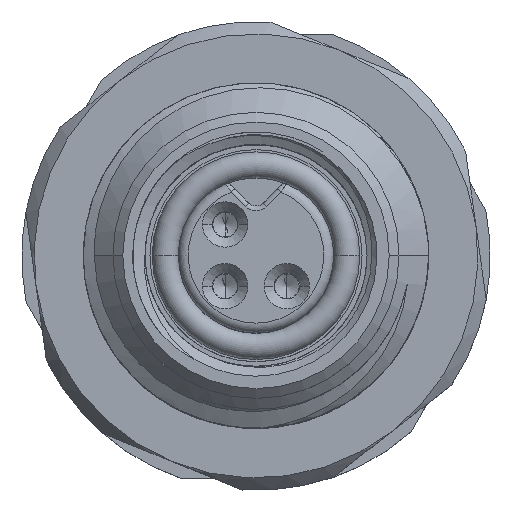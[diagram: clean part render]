
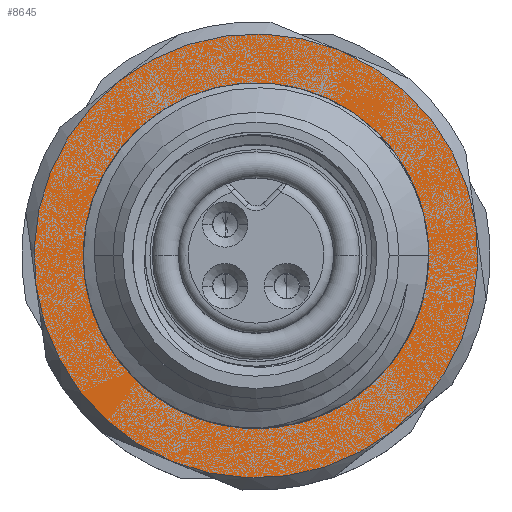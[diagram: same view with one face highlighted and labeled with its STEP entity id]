
A CAD part, top view. The second image highlights one B-rep face of the part: STEP entity #8645.
In plain terms, the highlighted planar face has unit normal (0, 0, 1).
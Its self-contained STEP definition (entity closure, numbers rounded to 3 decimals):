
#8124=CARTESIAN_POINT('',(0.,0.,-2.3));
#8125=DIRECTION('',(0.,0.,1.));
#8126=DIRECTION('',(-0.706,-0.709,0.));
#8127=AXIS2_PLACEMENT_3D('',#8124,#8125,#8126);
#8129=CARTESIAN_POINT('',(0.,0.,-2.3));
#8130=DIRECTION('',(0.,0.,1.));
#8131=DIRECTION('',(-0.376,-0.927,0.));
#8132=AXIS2_PLACEMENT_3D('',#8129,#8130,#8131);
#8134=CARTESIAN_POINT('',(0.038,-3.094,-2.3));
#8135=CARTESIAN_POINT('',(0.187,-3.102,-2.3));
#8136=CARTESIAN_POINT('',(0.483,-3.096,-2.3));
#8137=CARTESIAN_POINT('',(0.927,-3.025,-2.3));
#8138=CARTESIAN_POINT('',(1.357,-2.89,-2.3));
#8139=CARTESIAN_POINT('',(1.766,-2.695,-2.3));
#8140=CARTESIAN_POINT('',(2.147,-2.442,-2.3));
#8141=CARTESIAN_POINT('',(2.491,-2.134,-2.3));
#8142=CARTESIAN_POINT('',(2.79,-1.78,-2.3));
#8143=CARTESIAN_POINT('',(3.037,-1.385,-2.3));
#8144=CARTESIAN_POINT('',(3.228,-0.958,-2.3));
#8145=CARTESIAN_POINT('',(3.358,-0.507,-2.3));
#8146=CARTESIAN_POINT('',(3.425,-0.034,-2.3));
#8147=CARTESIAN_POINT('',(3.425,0.443,-2.3));
#8148=CARTESIAN_POINT('',(3.358,0.919,-2.3));
#8149=CARTESIAN_POINT('',(3.272,1.227,-2.3));
#8150=CARTESIAN_POINT('',(3.217,1.379,-2.3));
#8152=CARTESIAN_POINT('',(0.,0.,-2.3));
#8153=DIRECTION('',(0.,0.,1.));
#8154=DIRECTION('',(0.919,0.394,0.));
#8155=AXIS2_PLACEMENT_3D('',#8152,#8153,#8154);
#8157=CARTESIAN_POINT('',(0.,0.,-2.3));
#8158=DIRECTION('',(0.,0.,1.));
#8159=DIRECTION('',(0.376,0.927,0.));
#8160=AXIS2_PLACEMENT_3D('',#8157,#8158,#8159);
#8162=CARTESIAN_POINT('',(-1.346,3.231,-2.3));
#8163=CARTESIAN_POINT('',(-1.491,3.16,-2.3));
#8164=CARTESIAN_POINT('',(-1.767,3.,-2.3));
#8165=CARTESIAN_POINT('',(-2.147,2.705,-2.3));
#8166=CARTESIAN_POINT('',(-2.48,2.362,-2.3));
#8167=CARTESIAN_POINT('',(-2.762,1.976,-2.3));
#8168=CARTESIAN_POINT('',(-2.984,1.56,-2.3));
#8169=CARTESIAN_POINT('',(-3.145,1.12,-2.3));
#8170=CARTESIAN_POINT('',(-3.242,0.664,-2.3));
#8171=CARTESIAN_POINT('',(-3.274,0.202,-2.3));
#8172=CARTESIAN_POINT('',(-3.241,-0.258,-2.3));
#8173=CARTESIAN_POINT('',(-3.144,-0.704,-2.3));
#8174=CARTESIAN_POINT('',(-2.986,-1.129,-2.3));
#8175=CARTESIAN_POINT('',(-2.772,-1.525,-2.3));
#8176=CARTESIAN_POINT('',(-2.503,-1.885,-2.3));
#8177=CARTESIAN_POINT('',(-2.295,-2.095,-2.3));
#8178=CARTESIAN_POINT('',(-2.183,-2.193,-2.3));
#8180=CARTESIAN_POINT('',(0.,0.,-2.3));
#8181=DIRECTION('',(0.,0.,-1.));
#8182=DIRECTION('',(0.614,-0.789,0.));
#8183=AXIS2_PLACEMENT_3D('',#8180,#8181,#8182);
#8185=CARTESIAN_POINT('',(0.,0.,-2.3));
#8186=DIRECTION('',(0.,0.,-1.));
#8187=DIRECTION('',(-0.376,-0.927,0.));
#8188=AXIS2_PLACEMENT_3D('',#8185,#8186,#8187);
#8190=CARTESIAN_POINT('',(0.,0.,-2.3));
#8191=DIRECTION('',(0.,0.,-1.));
#8192=DIRECTION('',(-0.614,0.789,0.));
#8193=AXIS2_PLACEMENT_3D('',#8190,#8191,#8192);
#8195=CARTESIAN_POINT('',(0.,0.,-2.3));
#8196=DIRECTION('',(0.,0.,-1.));
#8197=DIRECTION('',(0.376,0.927,0.));
#8198=AXIS2_PLACEMENT_3D('',#8195,#8196,#8197);
#8205=CARTESIAN_POINT('',(0.,0.,-2.3));
#8206=DIRECTION('',(0.,0.,1.));
#8207=DIRECTION('',(0.614,-0.789,0.));
#8208=AXIS2_PLACEMENT_3D('',#8205,#8206,#8207);
#8509=CARTESIAN_POINT('',(0.,0.,-2.3));
#8510=DIRECTION('',(0.,0.,1.));
#8511=DIRECTION('',(-0.614,0.789,0.));
#8512=AXIS2_PLACEMENT_3D('',#8509,#8510,#8511);
#8540=VERTEX_POINT('',#8178);
#8541=VERTEX_POINT('',#8162);
#8542=VERTEX_POINT('',#8150);
#8543=VERTEX_POINT('',#8134);
#8544=CARTESIAN_POINT('',(-1.163,-2.867,-2.3));
#8545=VERTEX_POINT('',#8544);
#8546=CARTESIAN_POINT('',(1.316,3.243,-2.3));
#8547=VERTEX_POINT('',#8546);
#8548=CARTESIAN_POINT('',(2.765,-3.55,-2.3));
#8549=CARTESIAN_POINT('',(-1.692,-4.17,-2.3));
#8550=VERTEX_POINT('',#8548);
#8551=VERTEX_POINT('',#8549);
#8552=CARTESIAN_POINT('',(-4.457,-0.619,-2.3));
#8553=VERTEX_POINT('',#8552);
#8554=CARTESIAN_POINT('',(-2.765,3.55,-2.3));
#8555=CARTESIAN_POINT('',(1.692,4.17,-2.3));
#8556=VERTEX_POINT('',#8554);
#8557=VERTEX_POINT('',#8555);
#8558=CARTESIAN_POINT('',(4.457,0.619,-2.3));
#8559=VERTEX_POINT('',#8558);
#8612=CARTESIAN_POINT('',(0.,0.,-2.3));
#8613=DIRECTION('',(0.,0.,1.));
#8614=DIRECTION('',(-0.376,-0.927,0.));
#8615=AXIS2_PLACEMENT_3D('',#8612,#8613,#8614);
#8616=PLANE('',#8615);
#8618=ORIENTED_EDGE('',*,*,#8617,.F.);
#8620=ORIENTED_EDGE('',*,*,#8619,.T.);
#8622=ORIENTED_EDGE('',*,*,#8621,.T.);
#8624=ORIENTED_EDGE('',*,*,#8623,.F.);
#8626=ORIENTED_EDGE('',*,*,#8625,.T.);
#8628=ORIENTED_EDGE('',*,*,#8627,.T.);
#8629=EDGE_LOOP('',(#8618,#8620,#8622,#8624,#8626,#8628));
#8630=FACE_OUTER_BOUND('',#8629,.F.);
#8632=ORIENTED_EDGE('',*,*,#8631,.T.);
#8634=ORIENTED_EDGE('',*,*,#8633,.T.);
#8636=ORIENTED_EDGE('',*,*,#8635,.T.);
#8638=ORIENTED_EDGE('',*,*,#8637,.T.);
#8640=ORIENTED_EDGE('',*,*,#8639,.T.);
#8642=ORIENTED_EDGE('',*,*,#8641,.T.);
#8643=EDGE_LOOP('',(#8632,#8634,#8636,#8638,#8640,#8642));
#8644=FACE_BOUND('',#8643,.F.);
#8128=CIRCLE('',#8127,3.094);
#8133=CIRCLE('',#8132,3.094);
#8151=B_SPLINE_CURVE_WITH_KNOTS('',3,(#8134,#8135,#8136,#8137,#8138,#8139,#8140,
#8141,#8142,#8143,#8144,#8145,#8146,#8147,#8148,#8149,#8150),.UNSPECIFIED.,.F.,
.F.,(4,1,1,1,1,1,1,1,1,1,1,1,1,1,4),(0.,0.071,0.143,
0.214,0.286,0.357,0.429,0.5,
0.571,0.643,0.714,0.786,
0.857,0.929,1.),.UNSPECIFIED.);
#8156=CIRCLE('',#8155,3.5);
#8161=CIRCLE('',#8160,3.5);
#8179=B_SPLINE_CURVE_WITH_KNOTS('',3,(#8162,#8163,#8164,#8165,#8166,#8167,#8168,
#8169,#8170,#8171,#8172,#8173,#8174,#8175,#8176,#8177,#8178),.UNSPECIFIED.,.F.,
.F.,(4,1,1,1,1,1,1,1,1,1,1,1,1,1,4),(0.,0.071,0.143,
0.214,0.286,0.357,0.429,0.5,
0.571,0.643,0.714,0.786,
0.857,0.929,1.),.UNSPECIFIED.);
#8184=CIRCLE('',#8183,4.5);
#8189=CIRCLE('',#8188,4.5);
#8194=CIRCLE('',#8193,4.5);
#8199=CIRCLE('',#8198,4.5);
#8209=CIRCLE('',#8208,4.5);
#8513=CIRCLE('',#8512,4.5);
#8617=EDGE_CURVE('',#8550,#8559,#8209,.T.);
#8619=EDGE_CURVE('',#8550,#8551,#8184,.T.);
#8621=EDGE_CURVE('',#8551,#8553,#8189,.T.);
#8623=EDGE_CURVE('',#8556,#8553,#8513,.T.);
#8625=EDGE_CURVE('',#8556,#8557,#8194,.T.);
#8627=EDGE_CURVE('',#8557,#8559,#8199,.T.);
#8631=EDGE_CURVE('',#8540,#8545,#8128,.T.);
#8633=EDGE_CURVE('',#8545,#8543,#8133,.T.);
#8635=EDGE_CURVE('',#8543,#8542,#8151,.T.);
#8637=EDGE_CURVE('',#8542,#8547,#8156,.T.);
#8639=EDGE_CURVE('',#8547,#8541,#8161,.T.);
#8641=EDGE_CURVE('',#8541,#8540,#8179,.T.);
#8645=ADVANCED_FACE('',(#8630,#8644),#8616,.T.);
